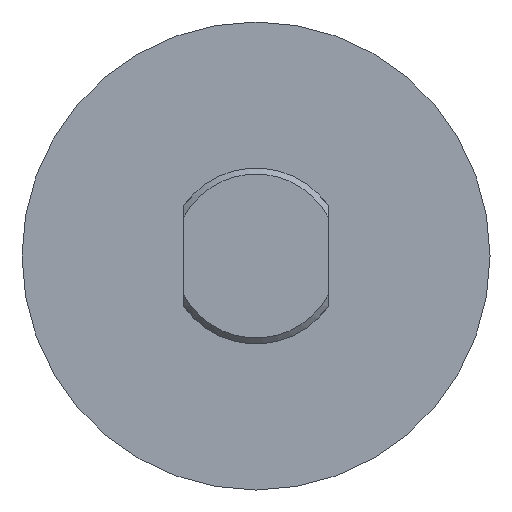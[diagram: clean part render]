
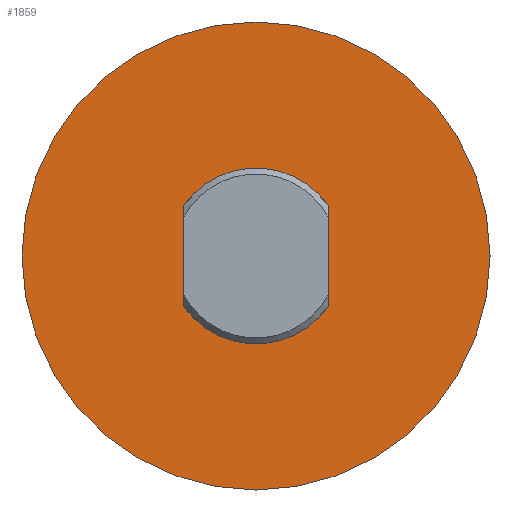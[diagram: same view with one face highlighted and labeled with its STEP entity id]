
A CAD part, front view. The second image highlights one B-rep face of the part: STEP entity #1859.
In plain terms, the highlighted planar face has unit normal (0, -1, 0).
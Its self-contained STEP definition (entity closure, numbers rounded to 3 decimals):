
#72=PLANE('',#2028);
#78=FACE_BOUND('',#632,.T.);
#97=LINE('',#2892,#170);
#153=LINE('',#5294,#226);
#170=VECTOR('',#2162,10.);
#226=VECTOR('',#2400,10.);
#515=FACE_OUTER_BOUND('',#631,.T.);
#631=EDGE_LOOP('',(#1733));
#632=EDGE_LOOP('',(#1734,#1735,#1736,#1737));
#667=CIRCLE('',#1930,25.);
#670=CIRCLE('',#1935,25.);
#714=CIRCLE('',#2016,66.5);
#762=VERTEX_POINT('',#2843);
#763=VERTEX_POINT('',#2845);
#773=VERTEX_POINT('',#2890);
#783=VERTEX_POINT('',#2936);
#894=VERTEX_POINT('',#5275);
#961=EDGE_CURVE('',#762,#763,#667,.T.);
#973=EDGE_CURVE('',#762,#773,#97,.T.);
#984=EDGE_CURVE('',#783,#773,#670,.T.);
#1171=EDGE_CURVE('',#894,#894,#714,.T.);
#1177=EDGE_CURVE('',#783,#763,#153,.T.);
#1733=ORIENTED_EDGE('',*,*,#1171,.T.);
#1734=ORIENTED_EDGE('',*,*,#984,.F.);
#1735=ORIENTED_EDGE('',*,*,#1177,.T.);
#1736=ORIENTED_EDGE('',*,*,#961,.F.);
#1737=ORIENTED_EDGE('',*,*,#973,.T.);
#1859=ADVANCED_FACE('',(#515,#78),#72,.F.);
#1930=AXIS2_PLACEMENT_3D('',#2846,#2152,#2153);
#1935=AXIS2_PLACEMENT_3D('',#2938,#2170,#2171);
#2016=AXIS2_PLACEMENT_3D('',#5277,#2383,#2384);
#2028=AXIS2_PLACEMENT_3D('',#5299,#2409,#2410);
#2152=DIRECTION('center_axis',(0.,-1.,0.));
#2153=DIRECTION('ref_axis',(1.,0.,0.));
#2162=DIRECTION('',(0.,0.,1.));
#2170=DIRECTION('center_axis',(0.,-1.,0.));
#2171=DIRECTION('ref_axis',(1.,0.,0.));
#2383=DIRECTION('center_axis',(0.,-1.,0.));
#2384=DIRECTION('ref_axis',(1.,0.,0.));
#2400=DIRECTION('',(0.,0.,-1.));
#2409=DIRECTION('center_axis',(0.,1.,0.));
#2410=DIRECTION('ref_axis',(0.,0.,1.));
#2843=CARTESIAN_POINT('',(-20.5,60.75,-14.309));
#2845=CARTESIAN_POINT('',(20.5,60.75,-14.309));
#2846=CARTESIAN_POINT('Origin',(0.,60.75,0.));
#2890=CARTESIAN_POINT('',(-20.5,60.75,14.309));
#2892=CARTESIAN_POINT('',(-20.5,60.75,0.));
#2936=CARTESIAN_POINT('',(20.5,60.75,14.309));
#2938=CARTESIAN_POINT('Origin',(0.,60.75,0.));
#5275=CARTESIAN_POINT('',(-66.5,60.75,0.));
#5277=CARTESIAN_POINT('Origin',(0.,60.75,0.));
#5294=CARTESIAN_POINT('',(20.5,60.75,0.));
#5299=CARTESIAN_POINT('Origin',(35.,60.75,0.));
